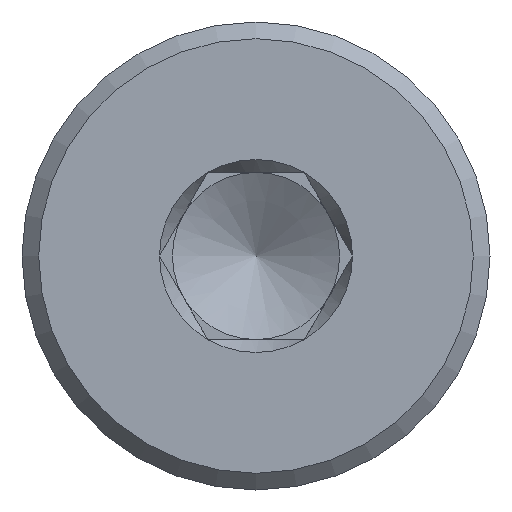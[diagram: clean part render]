
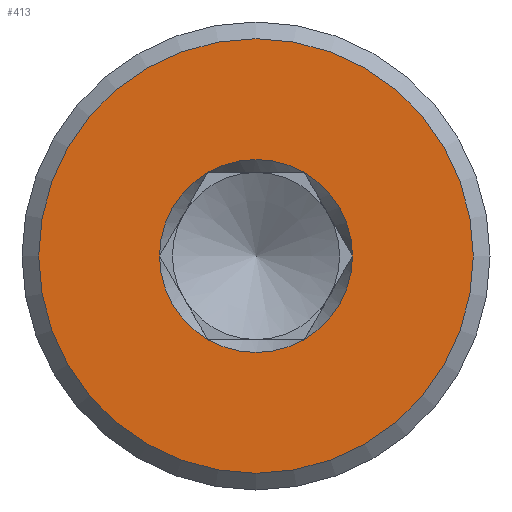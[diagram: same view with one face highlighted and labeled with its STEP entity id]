
A CAD part, left-side view. The second image highlights one B-rep face of the part: STEP entity #413.
In plain terms, the highlighted planar face has unit normal (-1, 0, 0).
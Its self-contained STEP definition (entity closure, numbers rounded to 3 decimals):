
#85=PLANE('',#471);
#97=FACE_BOUND('',#173,.T.);
#129=FACE_OUTER_BOUND('',#172,.T.);
#172=EDGE_LOOP('',(#365));
#173=EDGE_LOOP('',(#366,#367,#368,#369,#370,#371));
#183=CIRCLE('',#433,6.5);
#192=CIRCLE('',#460,2.887);
#193=CIRCLE('',#462,2.887);
#194=CIRCLE('',#464,2.887);
#195=CIRCLE('',#466,2.887);
#196=CIRCLE('',#468,2.887);
#197=CIRCLE('',#470,2.887);
#207=VERTEX_POINT('',#631);
#218=VERTEX_POINT('',#663);
#219=VERTEX_POINT('',#665);
#220=VERTEX_POINT('',#756);
#223=VERTEX_POINT('',#762);
#225=VERTEX_POINT('',#855);
#226=VERTEX_POINT('',#948);
#237=EDGE_CURVE('',#207,#207,#183,.T.);
#270=EDGE_CURVE('',#225,#219,#192,.T.);
#271=EDGE_CURVE('',#226,#225,#193,.T.);
#272=EDGE_CURVE('',#220,#226,#194,.T.);
#273=EDGE_CURVE('',#218,#223,#195,.T.);
#274=EDGE_CURVE('',#223,#220,#196,.T.);
#275=EDGE_CURVE('',#219,#218,#197,.T.);
#365=ORIENTED_EDGE('',*,*,#237,.T.);
#366=ORIENTED_EDGE('',*,*,#270,.F.);
#367=ORIENTED_EDGE('',*,*,#271,.F.);
#368=ORIENTED_EDGE('',*,*,#272,.F.);
#369=ORIENTED_EDGE('',*,*,#274,.F.);
#370=ORIENTED_EDGE('',*,*,#273,.F.);
#371=ORIENTED_EDGE('',*,*,#275,.F.);
#413=ADVANCED_FACE('',(#129,#97),#85,.F.);
#433=AXIS2_PLACEMENT_3D('',#632,#508,#509);
#460=AXIS2_PLACEMENT_3D('',#1225,#580,#581);
#462=AXIS2_PLACEMENT_3D('',#1227,#584,#585);
#464=AXIS2_PLACEMENT_3D('',#1229,#588,#589);
#466=AXIS2_PLACEMENT_3D('',#1231,#592,#593);
#468=AXIS2_PLACEMENT_3D('',#1233,#596,#597);
#470=AXIS2_PLACEMENT_3D('',#1235,#600,#601);
#471=AXIS2_PLACEMENT_3D('',#1236,#602,#603);
#508=DIRECTION('center_axis',(-1.,0.,0.));
#509=DIRECTION('ref_axis',(0.,1.,0.));
#580=DIRECTION('center_axis',(-1.,0.,0.));
#581=DIRECTION('ref_axis',(0.,1.,0.));
#584=DIRECTION('center_axis',(-1.,0.,0.));
#585=DIRECTION('ref_axis',(0.,1.,0.));
#588=DIRECTION('center_axis',(-1.,0.,0.));
#589=DIRECTION('ref_axis',(0.,1.,0.));
#592=DIRECTION('center_axis',(-1.,0.,0.));
#593=DIRECTION('ref_axis',(0.,1.,0.));
#596=DIRECTION('center_axis',(-1.,0.,0.));
#597=DIRECTION('ref_axis',(0.,1.,0.));
#600=DIRECTION('center_axis',(-1.,0.,0.));
#601=DIRECTION('ref_axis',(0.,1.,0.));
#602=DIRECTION('center_axis',(1.,0.,0.));
#603=DIRECTION('ref_axis',(0.,-1.,0.));
#631=CARTESIAN_POINT('',(-4.,6.5,0.));
#632=CARTESIAN_POINT('Origin',(-4.,0.,0.));
#663=CARTESIAN_POINT('',(-4.,-1.443,-2.5));
#665=CARTESIAN_POINT('',(-4.,1.443,-2.5));
#756=CARTESIAN_POINT('',(-4.,-1.443,2.5));
#762=CARTESIAN_POINT('',(-4.,-2.887,0.));
#855=CARTESIAN_POINT('',(-4.,2.887,0.));
#948=CARTESIAN_POINT('',(-4.,1.443,2.5));
#1225=CARTESIAN_POINT('Origin',(-4.,0.,0.));
#1227=CARTESIAN_POINT('Origin',(-4.,0.,0.));
#1229=CARTESIAN_POINT('Origin',(-4.,0.,0.));
#1231=CARTESIAN_POINT('Origin',(-4.,0.,0.));
#1233=CARTESIAN_POINT('Origin',(-4.,0.,0.));
#1235=CARTESIAN_POINT('Origin',(-4.,0.,0.));
#1236=CARTESIAN_POINT('Origin',(-4.,3.25,0.));
